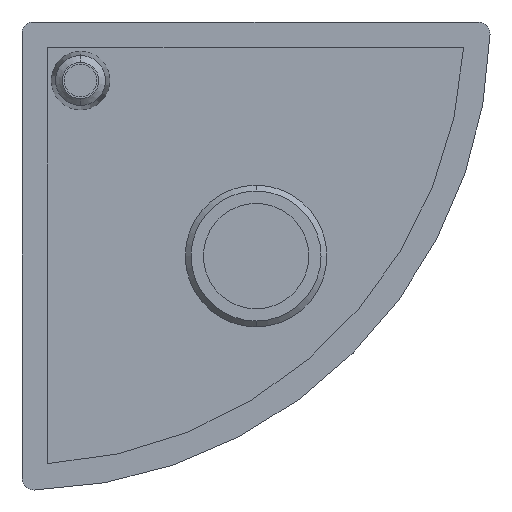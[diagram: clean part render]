
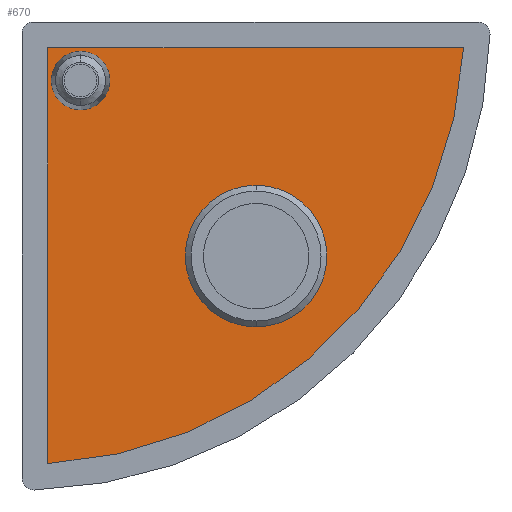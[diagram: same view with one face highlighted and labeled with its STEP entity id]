
A CAD part, front view. The second image highlights one B-rep face of the part: STEP entity #670.
In plain terms, the highlighted planar face has unit normal (0, -1, 0).
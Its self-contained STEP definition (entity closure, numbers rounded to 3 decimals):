
#18 = AXIS2_PLACEMENT_3D ( 'NONE', #268, #494, #101 ) ;
#22 = CIRCLE ( 'NONE', #886, 37.8 ) ;
#30 = VERTEX_POINT ( 'NONE', #932 ) ;
#42 = DIRECTION ( 'NONE',  ( 0., -1., 0. ) ) ;
#47 = AXIS2_PLACEMENT_3D ( 'NONE', #688, #520, #219 ) ;
#69 = ORIENTED_EDGE ( 'NONE', *, *, #208, .T. ) ;
#77 = CARTESIAN_POINT ( 'NONE',  ( -17.8, -2., 17.8 ) ) ;
#90 = DIRECTION ( 'NONE',  ( 0., -1., 0. ) ) ;
#95 = VERTEX_POINT ( 'NONE', #139 ) ;
#100 = ORIENTED_EDGE ( 'NONE', *, *, #284, .F. ) ;
#101 = DIRECTION ( 'NONE',  ( 0., 0., -1. ) ) ;
#109 = CIRCLE ( 'NONE', #668, 6.05 ) ;
#110 = EDGE_CURVE ( 'NONE', #289, #95, #109, .T. ) ;
#119 = VERTEX_POINT ( 'NONE', #320 ) ;
#133 = CIRCLE ( 'NONE', #18, 2.5 ) ;
#139 = CARTESIAN_POINT ( 'NONE',  ( 0., -2., 6.05 ) ) ;
#144 = EDGE_CURVE ( 'NONE', #30, #553, #714, .T. ) ;
#151 = DIRECTION ( 'NONE',  ( 0., 0., -1. ) ) ;
#167 = CARTESIAN_POINT ( 'NONE',  ( 0., -2., 0. ) ) ;
#184 = EDGE_LOOP ( 'NONE', ( #100, #988 ) ) ;
#185 = ORIENTED_EDGE ( 'NONE', *, *, #144, .T. ) ;
#208 = EDGE_CURVE ( 'NONE', #553, #687, #907, .T. ) ;
#219 = DIRECTION ( 'NONE',  ( 0., 0., -1. ) ) ;
#227 = CARTESIAN_POINT ( 'NONE',  ( -17.8, -2., 17.8 ) ) ;
#268 = CARTESIAN_POINT ( 'NONE',  ( -15., -2., 15. ) ) ;
#284 = EDGE_CURVE ( 'NONE', #95, #289, #800, .T. ) ;
#289 = VERTEX_POINT ( 'NONE', #530 ) ;
#320 = CARTESIAN_POINT ( 'NONE',  ( -15., -2., 17.5 ) ) ;
#327 = FACE_BOUND ( 'NONE', #184, .T. ) ;
#334 = AXIS2_PLACEMENT_3D ( 'NONE', #767, #836, #533 ) ;
#345 = DIRECTION ( 'NONE',  ( 0., -1., 0. ) ) ;
#399 = VERTEX_POINT ( 'NONE', #898 ) ;
#476 = VECTOR ( 'NONE', #994, 1000. ) ;
#494 = DIRECTION ( 'NONE',  ( 0., -1., 0. ) ) ;
#501 = EDGE_LOOP ( 'NONE', ( #547, #594 ) ) ;
#503 = CARTESIAN_POINT ( 'NONE',  ( -15., -2., 15. ) ) ;
#510 = FACE_BOUND ( 'NONE', #501, .T. ) ;
#520 = DIRECTION ( 'NONE',  ( 0., -1., 0. ) ) ;
#530 = CARTESIAN_POINT ( 'NONE',  ( 0., -2., -6.05 ) ) ;
#533 = DIRECTION ( 'NONE',  ( 0., 0., -1. ) ) ;
#546 = DIRECTION ( 'NONE',  ( 0., 0., -1. ) ) ;
#547 = ORIENTED_EDGE ( 'NONE', *, *, #598, .F. ) ;
#553 = VERTEX_POINT ( 'NONE', #227 ) ;
#562 = FACE_OUTER_BOUND ( 'NONE', #875, .T. ) ;
#581 = DIRECTION ( 'NONE',  ( 0., 0., -1. ) ) ;
#594 = ORIENTED_EDGE ( 'NONE', *, *, #942, .F. ) ;
#598 = EDGE_CURVE ( 'NONE', #119, #399, #133, .T. ) ;
#643 = CARTESIAN_POINT ( 'NONE',  ( -17.8, -2., -17.736 ) ) ;
#668 = AXIS2_PLACEMENT_3D ( 'NONE', #167, #90, #151 ) ;
#670 = ADVANCED_FACE ( 'NONE', ( #510, #562, #327 ), #832, .T. ) ;
#687 = VERTEX_POINT ( 'NONE', #643 ) ;
#688 = CARTESIAN_POINT ( 'NONE',  ( 0., -2., 0. ) ) ;
#707 = VECTOR ( 'NONE', #546, 1000. ) ;
#714 = LINE ( 'NONE', #860, #476 ) ;
#737 = ORIENTED_EDGE ( 'NONE', *, *, #963, .T. ) ;
#748 = CIRCLE ( 'NONE', #771, 2.5 ) ;
#767 = CARTESIAN_POINT ( 'NONE',  ( -20., -2., 20. ) ) ;
#771 = AXIS2_PLACEMENT_3D ( 'NONE', #503, #42, #581 ) ;
#800 = CIRCLE ( 'NONE', #47, 6.05 ) ;
#814 = CARTESIAN_POINT ( 'NONE',  ( -20., -2., 20. ) ) ;
#832 = PLANE ( 'NONE',  #334 ) ;
#836 = DIRECTION ( 'NONE',  ( 0., -1., 0. ) ) ;
#860 = CARTESIAN_POINT ( 'NONE',  ( 17.736, -2., 17.8 ) ) ;
#875 = EDGE_LOOP ( 'NONE', ( #737, #185, #69 ) ) ;
#886 = AXIS2_PLACEMENT_3D ( 'NONE', #814, #345, #895 ) ;
#895 = DIRECTION ( 'NONE',  ( 0., 0., -1. ) ) ;
#898 = CARTESIAN_POINT ( 'NONE',  ( -15., -2., 12.5 ) ) ;
#907 = LINE ( 'NONE', #77, #707 ) ;
#932 = CARTESIAN_POINT ( 'NONE',  ( 17.736, -2., 17.8 ) ) ;
#942 = EDGE_CURVE ( 'NONE', #399, #119, #748, .T. ) ;
#963 = EDGE_CURVE ( 'NONE', #687, #30, #22, .T. ) ;
#988 = ORIENTED_EDGE ( 'NONE', *, *, #110, .F. ) ;
#994 = DIRECTION ( 'NONE',  ( -1., 0., 0. ) ) ;
